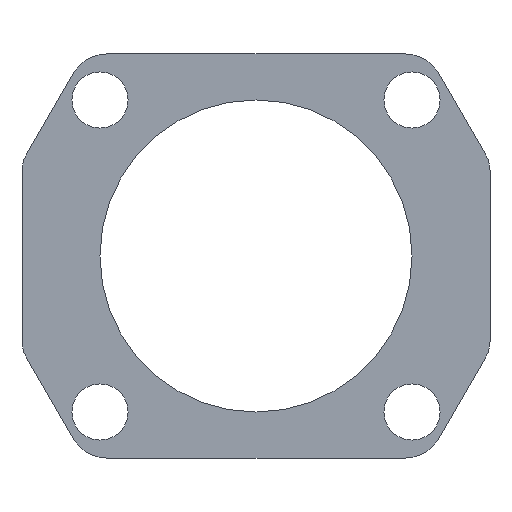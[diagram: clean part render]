
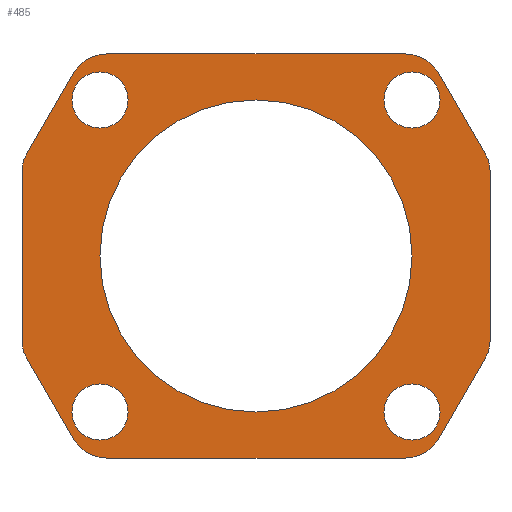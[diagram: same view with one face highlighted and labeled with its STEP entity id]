
A CAD part, front view. The second image highlights one B-rep face of the part: STEP entity #485.
In plain terms, the highlighted planar face has unit normal (0, -1, 0).
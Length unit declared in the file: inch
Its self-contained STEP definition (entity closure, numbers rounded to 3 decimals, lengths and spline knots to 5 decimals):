
#14=FACE_BOUND('',#64,.T.);
#15=FACE_BOUND('',#65,.T.);
#16=FACE_BOUND('',#66,.T.);
#17=FACE_BOUND('',#67,.T.);
#18=FACE_BOUND('',#68,.T.);
#26=PLANE('',#532);
#38=FACE_OUTER_BOUND('',#63,.T.);
#63=EDGE_LOOP('',(#319,#320,#321,#322,#323,#324,#325,#326,#327,#328,#329,
#330,#331,#332,#333,#334));
#64=EDGE_LOOP('',(#335));
#65=EDGE_LOOP('',(#336));
#66=EDGE_LOOP('',(#337));
#67=EDGE_LOOP('',(#338));
#68=EDGE_LOOP('',(#339));
#101=LINE('',#742,#139);
#102=LINE('',#747,#140);
#103=LINE('',#751,#141);
#104=LINE('',#755,#142);
#105=LINE('',#759,#143);
#106=LINE('',#763,#144);
#107=LINE('',#767,#145);
#108=LINE('',#770,#146);
#139=VECTOR('',#595,0.3937);
#140=VECTOR('',#600,0.3937);
#141=VECTOR('',#603,0.3937);
#142=VECTOR('',#606,0.3937);
#143=VECTOR('',#609,0.3937);
#144=VECTOR('',#612,0.3937);
#145=VECTOR('',#615,0.3937);
#146=VECTOR('',#618,0.3937);
#174=CIRCLE('',#530,0.1);
#175=CIRCLE('',#533,0.1);
#176=CIRCLE('',#534,0.125);
#177=CIRCLE('',#535,0.125);
#178=CIRCLE('',#536,0.1);
#179=CIRCLE('',#537,0.1);
#180=CIRCLE('',#538,0.125);
#181=CIRCLE('',#539,0.125);
#182=CIRCLE('',#540,0.09);
#183=CIRCLE('',#541,0.09);
#184=CIRCLE('',#542,0.09);
#185=CIRCLE('',#543,0.09);
#186=CIRCLE('',#544,0.5);
#203=VERTEX_POINT('',#732);
#204=VERTEX_POINT('',#734);
#206=VERTEX_POINT('',#740);
#207=VERTEX_POINT('',#744);
#208=VERTEX_POINT('',#746);
#209=VERTEX_POINT('',#748);
#210=VERTEX_POINT('',#750);
#211=VERTEX_POINT('',#752);
#212=VERTEX_POINT('',#754);
#213=VERTEX_POINT('',#756);
#214=VERTEX_POINT('',#758);
#215=VERTEX_POINT('',#760);
#216=VERTEX_POINT('',#762);
#217=VERTEX_POINT('',#764);
#218=VERTEX_POINT('',#766);
#219=VERTEX_POINT('',#768);
#220=VERTEX_POINT('',#771);
#221=VERTEX_POINT('',#773);
#222=VERTEX_POINT('',#775);
#223=VERTEX_POINT('',#777);
#224=VERTEX_POINT('',#779);
#247=EDGE_CURVE('',#204,#203,#174,.T.);
#251=EDGE_CURVE('',#206,#203,#101,.T.);
#252=EDGE_CURVE('',#206,#207,#175,.T.);
#253=EDGE_CURVE('',#208,#207,#102,.T.);
#254=EDGE_CURVE('',#208,#209,#176,.T.);
#255=EDGE_CURVE('',#210,#209,#103,.T.);
#256=EDGE_CURVE('',#210,#211,#177,.T.);
#257=EDGE_CURVE('',#212,#211,#104,.T.);
#258=EDGE_CURVE('',#212,#213,#178,.T.);
#259=EDGE_CURVE('',#214,#213,#105,.T.);
#260=EDGE_CURVE('',#214,#215,#179,.T.);
#261=EDGE_CURVE('',#216,#215,#106,.T.);
#262=EDGE_CURVE('',#216,#217,#180,.T.);
#263=EDGE_CURVE('',#218,#217,#107,.T.);
#264=EDGE_CURVE('',#218,#219,#181,.T.);
#265=EDGE_CURVE('',#204,#219,#108,.T.);
#266=EDGE_CURVE('',#220,#220,#182,.T.);
#267=EDGE_CURVE('',#221,#221,#183,.T.);
#268=EDGE_CURVE('',#222,#222,#184,.T.);
#269=EDGE_CURVE('',#223,#223,#185,.T.);
#270=EDGE_CURVE('',#224,#224,#186,.T.);
#319=ORIENTED_EDGE('',*,*,#247,.T.);
#320=ORIENTED_EDGE('',*,*,#251,.F.);
#321=ORIENTED_EDGE('',*,*,#252,.T.);
#322=ORIENTED_EDGE('',*,*,#253,.F.);
#323=ORIENTED_EDGE('',*,*,#254,.T.);
#324=ORIENTED_EDGE('',*,*,#255,.F.);
#325=ORIENTED_EDGE('',*,*,#256,.T.);
#326=ORIENTED_EDGE('',*,*,#257,.F.);
#327=ORIENTED_EDGE('',*,*,#258,.T.);
#328=ORIENTED_EDGE('',*,*,#259,.F.);
#329=ORIENTED_EDGE('',*,*,#260,.T.);
#330=ORIENTED_EDGE('',*,*,#261,.F.);
#331=ORIENTED_EDGE('',*,*,#262,.T.);
#332=ORIENTED_EDGE('',*,*,#263,.F.);
#333=ORIENTED_EDGE('',*,*,#264,.T.);
#334=ORIENTED_EDGE('',*,*,#265,.F.);
#335=ORIENTED_EDGE('',*,*,#266,.F.);
#336=ORIENTED_EDGE('',*,*,#267,.F.);
#337=ORIENTED_EDGE('',*,*,#268,.F.);
#338=ORIENTED_EDGE('',*,*,#269,.F.);
#339=ORIENTED_EDGE('',*,*,#270,.F.);
#485=ADVANCED_FACE('',(#38,#14,#15,#16,#17,#18),#26,.T.);
#530=AXIS2_PLACEMENT_3D('',#735,#588,#589);
#532=AXIS2_PLACEMENT_3D('',#743,#596,#597);
#533=AXIS2_PLACEMENT_3D('',#745,#598,#599);
#534=AXIS2_PLACEMENT_3D('',#749,#601,#602);
#535=AXIS2_PLACEMENT_3D('',#753,#604,#605);
#536=AXIS2_PLACEMENT_3D('',#757,#607,#608);
#537=AXIS2_PLACEMENT_3D('',#761,#610,#611);
#538=AXIS2_PLACEMENT_3D('',#765,#613,#614);
#539=AXIS2_PLACEMENT_3D('',#769,#616,#617);
#540=AXIS2_PLACEMENT_3D('',#772,#619,#620);
#541=AXIS2_PLACEMENT_3D('',#774,#621,#622);
#542=AXIS2_PLACEMENT_3D('',#776,#623,#624);
#543=AXIS2_PLACEMENT_3D('',#778,#625,#626);
#544=AXIS2_PLACEMENT_3D('',#780,#627,#628);
#588=DIRECTION('center_axis',(0.,-1.,0.));
#589=DIRECTION('ref_axis',(0.966,0.,-0.259));
#595=DIRECTION('',(0.,0.,-1.));
#596=DIRECTION('center_axis',(0.,-1.,0.));
#597=DIRECTION('ref_axis',(1.,0.,0.));
#598=DIRECTION('center_axis',(0.,-1.,0.));
#599=DIRECTION('ref_axis',(0.966,0.,0.259));
#600=DIRECTION('',(0.5,0.,-0.866));
#601=DIRECTION('center_axis',(0.,-1.,0.));
#602=DIRECTION('ref_axis',(0.5,0.,0.866));
#603=DIRECTION('',(1.,0.,0.));
#604=DIRECTION('center_axis',(0.,-1.,0.));
#605=DIRECTION('ref_axis',(-0.5,0.,0.866));
#606=DIRECTION('',(0.5,0.,0.866));
#607=DIRECTION('center_axis',(0.,-1.,0.));
#608=DIRECTION('ref_axis',(-0.966,0.,0.259));
#609=DIRECTION('',(0.,0.,1.));
#610=DIRECTION('center_axis',(0.,-1.,0.));
#611=DIRECTION('ref_axis',(-0.966,0.,-0.259));
#612=DIRECTION('',(-0.5,0.,0.866));
#613=DIRECTION('center_axis',(0.,-1.,0.));
#614=DIRECTION('ref_axis',(-0.5,0.,-0.866));
#615=DIRECTION('',(-1.,0.,0.));
#616=DIRECTION('center_axis',(0.,-1.,0.));
#617=DIRECTION('ref_axis',(0.5,0.,-0.866));
#618=DIRECTION('',(-0.5,0.,-0.866));
#619=DIRECTION('center_axis',(0.,-1.,0.));
#620=DIRECTION('ref_axis',(-1.,0.,0.));
#621=DIRECTION('center_axis',(0.,-1.,0.));
#622=DIRECTION('ref_axis',(-1.,0.,0.));
#623=DIRECTION('center_axis',(0.,-1.,0.));
#624=DIRECTION('ref_axis',(-1.,0.,0.));
#625=DIRECTION('center_axis',(0.,-1.,0.));
#626=DIRECTION('ref_axis',(-1.,0.,0.));
#627=DIRECTION('center_axis',(0.,-1.,0.));
#628=DIRECTION('ref_axis',(1.,0.,0.));
#732=CARTESIAN_POINT('',(0.75,0.,-0.27417));
#734=CARTESIAN_POINT('',(0.7366,0.,-0.32417));
#735=CARTESIAN_POINT('Origin',(0.65,0.,-0.27417));
#740=CARTESIAN_POINT('',(0.75,0.,0.27417));
#742=CARTESIAN_POINT('',(0.75,0.,-0.32375));
#743=CARTESIAN_POINT('Origin',(0.,0.,0.));
#744=CARTESIAN_POINT('',(0.7366,0.,0.32417));
#745=CARTESIAN_POINT('Origin',(0.65,0.,0.27417));
#746=CARTESIAN_POINT('',(0.58601,0.,0.585));
#747=CARTESIAN_POINT('',(0.80829,0.,0.2));
#748=CARTESIAN_POINT('',(0.47776,0.,0.6475));
#749=CARTESIAN_POINT('Origin',(0.47776,0.,0.5225));
#750=CARTESIAN_POINT('',(-0.47776,0.,0.6475));
#751=CARTESIAN_POINT('',(0.375,0.,0.6475));
#752=CARTESIAN_POINT('',(-0.58601,0.,0.585));
#753=CARTESIAN_POINT('Origin',(-0.47776,0.,0.5225));
#754=CARTESIAN_POINT('',(-0.7366,0.,0.32417));
#755=CARTESIAN_POINT('',(-0.57735,0.,0.6));
#756=CARTESIAN_POINT('',(-0.75,0.,0.27417));
#757=CARTESIAN_POINT('Origin',(-0.65,0.,0.27417));
#758=CARTESIAN_POINT('',(-0.75,0.,-0.27417));
#759=CARTESIAN_POINT('',(-0.75,0.,0.32375));
#760=CARTESIAN_POINT('',(-0.7366,0.,-0.32417));
#761=CARTESIAN_POINT('Origin',(-0.65,0.,-0.27417));
#762=CARTESIAN_POINT('',(-0.58601,0.,-0.585));
#763=CARTESIAN_POINT('',(-0.80829,0.,-0.2));
#764=CARTESIAN_POINT('',(-0.47776,0.,-0.6475));
#765=CARTESIAN_POINT('Origin',(-0.47776,0.,-0.5225));
#766=CARTESIAN_POINT('',(0.47776,0.,-0.6475));
#767=CARTESIAN_POINT('',(-0.375,0.,-0.6475));
#768=CARTESIAN_POINT('',(0.58601,0.,-0.585));
#769=CARTESIAN_POINT('Origin',(0.47776,0.,-0.5225));
#770=CARTESIAN_POINT('',(0.57735,0.,-0.6));
#771=CARTESIAN_POINT('',(0.59,0.,-0.5));
#772=CARTESIAN_POINT('Origin',(0.5,0.,-0.5));
#773=CARTESIAN_POINT('',(-0.41,0.,0.5));
#774=CARTESIAN_POINT('Origin',(-0.5,0.,0.5));
#775=CARTESIAN_POINT('',(-0.41,0.,-0.5));
#776=CARTESIAN_POINT('Origin',(-0.5,0.,-0.5));
#777=CARTESIAN_POINT('',(0.59,0.,0.5));
#778=CARTESIAN_POINT('Origin',(0.5,0.,0.5));
#779=CARTESIAN_POINT('',(-0.5,0.,0.));
#780=CARTESIAN_POINT('Origin',(0.,0.,0.));
